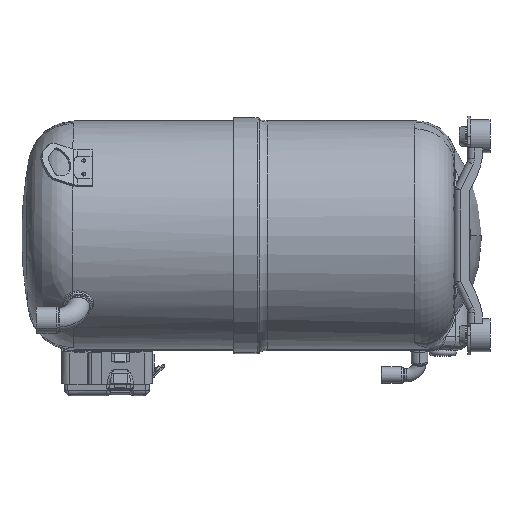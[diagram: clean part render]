
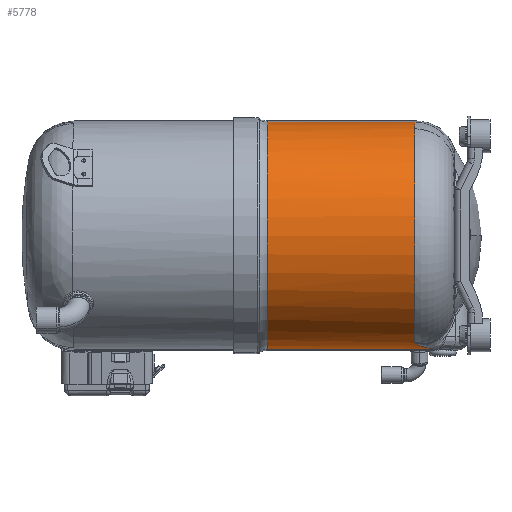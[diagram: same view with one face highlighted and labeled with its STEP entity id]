
A CAD part, left-side view. The second image highlights one B-rep face of the part: STEP entity #5778.
In plain terms, the highlighted cylindrical face has radius 108.886 mm (diameter 217.772 mm), a partial arc.
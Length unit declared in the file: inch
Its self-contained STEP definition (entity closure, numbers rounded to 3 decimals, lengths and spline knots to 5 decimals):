
#103 = EDGE_CURVE ( 'NONE', #23604, #8957, #30554, .T. ) ;
#853 = CARTESIAN_POINT ( 'NONE',  ( -1.0404, -1.2563, 0. ) ) ;
#873 = EDGE_CURVE ( 'NONE', #6763, #23604, #32357, .T. ) ;
#980 = CYLINDRICAL_SURFACE ( 'NONE', #32087, 4.28685 ) ;
#990 = CARTESIAN_POINT ( 'NONE',  ( -1.98966, -7.11085, -4.18159 ) ) ;
#1358 = CARTESIAN_POINT ( 'NONE',  ( -1.37278, -6.83429, 4.27395 ) ) ;
#1623 = ORIENTED_EDGE ( 'NONE', *, *, #16654, .T. ) ;
#2239 = CARTESIAN_POINT ( 'NONE',  ( -2.50194, -6.813, -4.03002 ) ) ;
#2682 = CARTESIAN_POINT ( 'NONE',  ( -1.0404, -8.188, 0. ) ) ;
#3565 = DIRECTION ( 'NONE',  ( 0., 0., 1. ) ) ;
#3688 = CARTESIAN_POINT ( 'NONE',  ( -2.23702, -6.95638, -4.11678 ) ) ;
#4252 = EDGE_LOOP ( 'NONE', ( #24196, #33055, #30607, #20723, #11582, #1623, #11483 ) ) ;
#4487 = B_SPLINE_CURVE_WITH_KNOTS ( 'NONE', 3,
 ( #10164, #28808, #18200, #2239 ),
 .UNSPECIFIED., .F., .F.,
 ( 4, 4 ),
 ( 0., 0.0004 ),
 .UNSPECIFIED. ) ;
#5778 = ADVANCED_FACE ( 'NONE', ( #22266 ), #980, .T. ) ;
#6366 = CARTESIAN_POINT ( 'NONE',  ( -2.36184, -6.88356, -4.07819 ) ) ;
#6669 = CARTESIAN_POINT ( 'NONE',  ( -1.37278, -1.2563, -4.27395 ) ) ;
#6763 = VERTEX_POINT ( 'NONE', #28883 ) ;
#7100 = EDGE_CURVE ( 'NONE', #22296, #19125, #25894, .T. ) ;
#7517 = DIRECTION ( 'NONE',  ( 0., 1., 0. ) ) ;
#8026 = DIRECTION ( 'NONE',  ( 0., 0., 1. ) ) ;
#8925 = CARTESIAN_POINT ( 'NONE',  ( -1.37278, -7.66473, -4.27395 ) ) ;
#8957 = VERTEX_POINT ( 'NONE', #16616 ) ;
#9031 = CARTESIAN_POINT ( 'NONE',  ( -2.42438, -6.84802, -4.05732 ) ) ;
#9201 = DIRECTION ( 'NONE',  ( 0., 1., 0. ) ) ;
#9241 = EDGE_CURVE ( 'NONE', #19125, #6763, #4487, .T. ) ;
#10059 = EDGE_CURVE ( 'NONE', #22296, #19656, #29096, .T. ) ;
#10164 = CARTESIAN_POINT ( 'NONE',  ( -2.48696, -6.813, -4.03541 ) ) ;
#11483 = ORIENTED_EDGE ( 'NONE', *, *, #31196, .T. ) ;
#11582 = ORIENTED_EDGE ( 'NONE', *, *, #103, .T. ) ;
#11603 = CARTESIAN_POINT ( 'NONE',  ( -1.57106, -7.44171, -4.25411 ) ) ;
#11711 = CARTESIAN_POINT ( 'NONE',  ( -2.46193, -6.82694, -4.04432 ) ) ;
#11852 = CARTESIAN_POINT ( 'NONE',  ( -2.13371, -6.81453, 4.14956 ) ) ;
#11997 = AXIS2_PLACEMENT_3D ( 'NONE', #853, #19524, #3565 ) ;
#14276 = CARTESIAN_POINT ( 'NONE',  ( -1.70437, -7.32354, -4.23539 ) ) ;
#14277 = VERTEX_POINT ( 'NONE', #31639 ) ;
#14387 = CARTESIAN_POINT ( 'NONE',  ( -2.48696, -6.813, -4.03541 ) ) ;
#14629 = CARTESIAN_POINT ( 'NONE',  ( -2.50194, -6.813, 4.03002 ) ) ;
#14903 = VECTOR ( 'NONE', #15713, 39.37008 ) ;
#15713 = DIRECTION ( 'NONE',  ( 0., 1., 0. ) ) ;
#16616 = CARTESIAN_POINT ( 'NONE',  ( -1.37278, -6.83429, 4.27395 ) ) ;
#16654 = EDGE_CURVE ( 'NONE', #8957, #14277, #32600, .T. ) ;
#16961 = CARTESIAN_POINT ( 'NONE',  ( -1.84522, -7.21384, -4.21091 ) ) ;
#17318 = CARTESIAN_POINT ( 'NONE',  ( -1.56643, -6.82664, 4.25889 ) ) ;
#18200 = CARTESIAN_POINT ( 'NONE',  ( -2.49695, -6.813, -4.03182 ) ) ;
#18322 = AXIS2_PLACEMENT_3D ( 'NONE', #23477, #7517, #26159 ) ;
#19110 = CIRCLE ( 'NONE', #11997, 4.28685 ) ;
#19125 = VERTEX_POINT ( 'NONE', #25368 ) ;
#19265 = VECTOR ( 'NONE', #9201, 39.37008 ) ;
#19524 = DIRECTION ( 'NONE',  ( 0., -1., 0. ) ) ;
#19652 = CARTESIAN_POINT ( 'NONE',  ( -2.08809, -7.04721, -4.15813 ) ) ;
#19656 = VERTEX_POINT ( 'NONE', #6669 ) ;
#20723 = ORIENTED_EDGE ( 'NONE', *, *, #873, .T. ) ;
#22220 = CARTESIAN_POINT ( 'NONE',  ( -1.44747, -7.57056, -4.26768 ) ) ;
#22266 = FACE_OUTER_BOUND ( 'NONE', #4252, .T. ) ;
#22279 = CARTESIAN_POINT ( 'NONE',  ( -1.37278, -8.188, 4.27395 ) ) ;
#22296 = VERTEX_POINT ( 'NONE', #28753 ) ;
#22329 = CARTESIAN_POINT ( 'NONE',  ( -2.28688, -6.92689, -4.10197 ) ) ;
#23477 = CARTESIAN_POINT ( 'NONE',  ( -1.0404, -6.813, 0. ) ) ;
#23604 = VERTEX_POINT ( 'NONE', #26198 ) ;
#24196 = ORIENTED_EDGE ( 'NONE', *, *, #10059, .F. ) ;
#24903 = CARTESIAN_POINT ( 'NONE',  ( -1.40883, -7.61626, -4.27115 ) ) ;
#25013 = CARTESIAN_POINT ( 'NONE',  ( -2.38685, -6.86926, -4.07 ) ) ;
#25368 = CARTESIAN_POINT ( 'NONE',  ( -2.48696, -6.813, -4.03541 ) ) ;
#25894 = B_SPLINE_CURVE_WITH_KNOTS ( 'NONE', 3,
 ( #8925, #24903, #22220, #27561, #11603, #30258, #14276, #32942, #16961, #990, #19652, #3688, #22329, #6366, #25013, #9031, #27681, #11711, #30375, #14387 ),
 .UNSPECIFIED., .F., .F.,
 ( 4, 2, 2, 2, 2, 2, 2, 2, 2, 4 ),
 ( 0., 0.00454, 0.00909, 0.01363, 0.01818, 0.02727, 0.03181, 0.03409, 0.03522, 0.03636 ),
 .UNSPECIFIED. ) ;
#26159 = DIRECTION ( 'NONE',  ( 0., 0., 1. ) ) ;
#26198 = CARTESIAN_POINT ( 'NONE',  ( -2.50194, -6.813, 4.03002 ) ) ;
#27561 = CARTESIAN_POINT ( 'NONE',  ( -1.52858, -7.48327, -4.25916 ) ) ;
#27681 = CARTESIAN_POINT ( 'NONE',  ( -2.4369, -6.84098, -4.05303 ) ) ;
#28753 = CARTESIAN_POINT ( 'NONE',  ( -1.37278, -7.66473, -4.27395 ) ) ;
#28808 = CARTESIAN_POINT ( 'NONE',  ( -2.49196, -6.813, -4.03362 ) ) ;
#28883 = CARTESIAN_POINT ( 'NONE',  ( -2.50194, -6.813, -4.03002 ) ) ;
#29096 = LINE ( 'NONE', #29134, #14903 ) ;
#29134 = CARTESIAN_POINT ( 'NONE',  ( -1.37278, -8.188, -4.27395 ) ) ;
#30258 = CARTESIAN_POINT ( 'NONE',  ( -1.65895, -7.36184, -4.24223 ) ) ;
#30375 = CARTESIAN_POINT ( 'NONE',  ( -2.47453, -6.81992, -4.03987 ) ) ;
#30554 = B_SPLINE_CURVE_WITH_KNOTS ( 'NONE', 3,
 ( #14629, #30624, #11852, #33313, #17318, #1358 ),
 .UNSPECIFIED., .F., .F.,
 ( 4, 2, 4 ),
 ( 0., 0.01467, 0.02935 ),
 .UNSPECIFIED. ) ;
#30607 = ORIENTED_EDGE ( 'NONE', *, *, #9241, .T. ) ;
#30624 = CARTESIAN_POINT ( 'NONE',  ( -2.31921, -6.813, 4.09628 ) ) ;
#31196 = EDGE_CURVE ( 'NONE', #14277, #19656, #19110, .T. ) ;
#31639 = CARTESIAN_POINT ( 'NONE',  ( -1.37278, -1.2563, 4.27395 ) ) ;
#31926 = DIRECTION ( 'NONE',  ( 0., 1., 0. ) ) ;
#32087 = AXIS2_PLACEMENT_3D ( 'NONE', #2682, #31926, #8026 ) ;
#32357 = CIRCLE ( 'NONE', #18322, 4.28685 ) ;
#32600 = LINE ( 'NONE', #22279, #19265 ) ;
#32942 = CARTESIAN_POINT ( 'NONE',  ( -1.7975, -7.24954, -4.21973 ) ) ;
#33055 = ORIENTED_EDGE ( 'NONE', *, *, #7100, .T. ) ;
#33313 = CARTESIAN_POINT ( 'NONE',  ( -1.75732, -6.82135, 4.23087 ) ) ;
